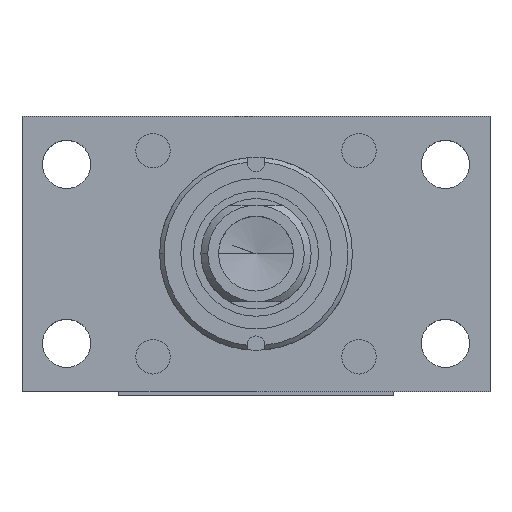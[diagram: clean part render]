
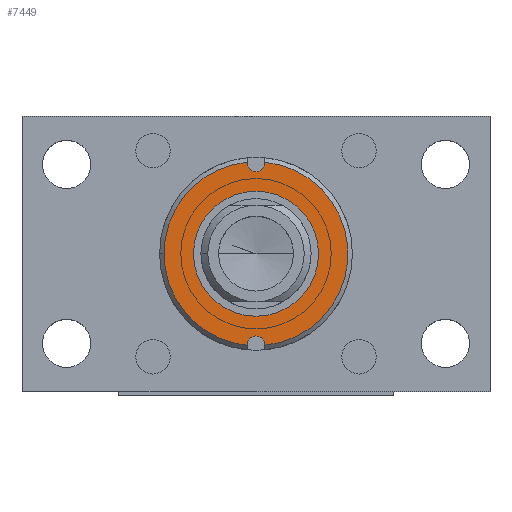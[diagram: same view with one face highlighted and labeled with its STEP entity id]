
A CAD part, top view. The second image highlights one B-rep face of the part: STEP entity #7449.
In plain terms, the highlighted planar face has unit normal (0, 0, 1).
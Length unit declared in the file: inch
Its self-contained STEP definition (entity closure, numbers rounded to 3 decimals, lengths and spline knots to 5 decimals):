
#168 = DIRECTION ( 'NONE',  ( 0., 0., 1. ) ) ;
#315 = VERTEX_POINT ( 'NONE', #7132 ) ;
#405 = LINE ( 'NONE', #6347, #620 ) ;
#495 = CARTESIAN_POINT ( 'NONE',  ( 19.41758, 30.63592, -2.69734 ) ) ;
#503 = EDGE_CURVE ( 'NONE', #1570, #5292, #8439, .T. ) ;
#554 = DIRECTION ( 'NONE',  ( 0., 0., -1. ) ) ;
#618 = AXIS2_PLACEMENT_3D ( 'NONE', #7856, #5998, #3188 ) ;
#620 = VECTOR ( 'NONE', #5690, 39.37008 ) ;
#662 = VECTOR ( 'NONE', #5766, 39.37008 ) ;
#753 = EDGE_CURVE ( 'NONE', #6746, #4532, #5692, .T. ) ;
#767 = CIRCLE ( 'NONE', #1019, 0.835 ) ;
#860 = CARTESIAN_POINT ( 'NONE',  ( 19.41758, 30.63592, -2.69734 ) ) ;
#1019 = AXIS2_PLACEMENT_3D ( 'NONE', #495, #3893, #6074 ) ;
#1253 = ORIENTED_EDGE ( 'NONE', *, *, #503, .T. ) ;
#1278 = DIRECTION ( 'NONE',  ( 0., -1., 0. ) ) ;
#1299 = AXIS2_PLACEMENT_3D ( 'NONE', #5390, #554, #8866 ) ;
#1523 = LINE ( 'NONE', #3265, #6865 ) ;
#1570 = VERTEX_POINT ( 'NONE', #6738 ) ;
#1735 = ORIENTED_EDGE ( 'NONE', *, *, #5121, .T. ) ;
#2195 = CIRCLE ( 'NONE', #2295, 0.835 ) ;
#2200 = CIRCLE ( 'NONE', #1299, 0.078 ) ;
#2260 = EDGE_CURVE ( 'NONE', #5292, #6837, #2195, .T. ) ;
#2295 = AXIS2_PLACEMENT_3D ( 'NONE', #860, #168, #5027 ) ;
#2409 = VERTEX_POINT ( 'NONE', #4466 ) ;
#2467 = CARTESIAN_POINT ( 'NONE',  ( 19.41758, 30.63592, -2.69734 ) ) ;
#2516 = VERTEX_POINT ( 'NONE', #4639 ) ;
#2547 = EDGE_CURVE ( 'NONE', #2409, #2516, #1523, .T. ) ;
#2609 = CARTESIAN_POINT ( 'NONE',  ( 18.85008, 30.63592, -2.69734 ) ) ;
#2759 = ORIENTED_EDGE ( 'NONE', *, *, #7090, .F. ) ;
#2851 = ORIENTED_EDGE ( 'NONE', *, *, #2260, .T. ) ;
#2906 = CARTESIAN_POINT ( 'NONE',  ( 19.49558, 29.80457, -2.69734 ) ) ;
#3188 = DIRECTION ( 'NONE',  ( -1., 0., 0. ) ) ;
#3259 = AXIS2_PLACEMENT_3D ( 'NONE', #3530, #4932, #7791 ) ;
#3265 = CARTESIAN_POINT ( 'NONE',  ( 19.49558, 31.20342, -2.69734 ) ) ;
#3314 = DIRECTION ( 'NONE',  ( 0., 0., 1. ) ) ;
#3482 = EDGE_CURVE ( 'NONE', #6837, #3606, #3712, .T. ) ;
#3530 = CARTESIAN_POINT ( 'NONE',  ( 19.41758, 30.63592, -2.69734 ) ) ;
#3555 = CARTESIAN_POINT ( 'NONE',  ( 19.33958, 29.81218, -2.69734 ) ) ;
#3606 = VERTEX_POINT ( 'NONE', #3555 ) ;
#3712 = LINE ( 'NONE', #5675, #662 ) ;
#3730 = EDGE_CURVE ( 'NONE', #7017, #2409, #767, .T. ) ;
#3893 = DIRECTION ( 'NONE',  ( 0., 0., 1. ) ) ;
#3960 = EDGE_CURVE ( 'NONE', #2516, #4753, #2200, .T. ) ;
#4024 = EDGE_CURVE ( 'NONE', #1570, #4753, #8630, .T. ) ;
#4028 = CARTESIAN_POINT ( 'NONE',  ( 19.41758, 30.63592, -2.69734 ) ) ;
#4040 = CARTESIAN_POINT ( 'NONE',  ( 19.33958, 31.20342, -2.69734 ) ) ;
#4077 = ORIENTED_EDGE ( 'NONE', *, *, #3482, .T. ) ;
#4320 = ORIENTED_EDGE ( 'NONE', *, *, #4024, .F. ) ;
#4446 = FACE_BOUND ( 'NONE', #6907, .T. ) ;
#4466 = CARTESIAN_POINT ( 'NONE',  ( 19.49558, 31.46727, -2.69734 ) ) ;
#4532 = VERTEX_POINT ( 'NONE', #5211 ) ;
#4639 = CARTESIAN_POINT ( 'NONE',  ( 19.49558, 31.45966, -2.69734 ) ) ;
#4670 = DIRECTION ( 'NONE',  ( 1., 0., 0. ) ) ;
#4753 = VERTEX_POINT ( 'NONE', #5591 ) ;
#4932 = DIRECTION ( 'NONE',  ( 0., 0., 1. ) ) ;
#5027 = DIRECTION ( 'NONE',  ( 1., 0., 0. ) ) ;
#5121 = EDGE_CURVE ( 'NONE', #3606, #315, #8507, .T. ) ;
#5211 = CARTESIAN_POINT ( 'NONE',  ( 19.98508, 30.63592, -2.69734 ) ) ;
#5239 = PLANE ( 'NONE',  #6057 ) ;
#5292 = VERTEX_POINT ( 'NONE', #6194 ) ;
#5390 = CARTESIAN_POINT ( 'NONE',  ( 19.41758, 31.45966, -2.69734 ) ) ;
#5591 = CARTESIAN_POINT ( 'NONE',  ( 19.33958, 31.45966, -2.69734 ) ) ;
#5675 = CARTESIAN_POINT ( 'NONE',  ( 19.33958, 31.20342, -2.69734 ) ) ;
#5690 = DIRECTION ( 'NONE',  ( 0., 1., 0. ) ) ;
#5692 = CIRCLE ( 'NONE', #8705, 0.5675 ) ;
#5766 = DIRECTION ( 'NONE',  ( 0., 1., 0. ) ) ;
#5795 = ORIENTED_EDGE ( 'NONE', *, *, #753, .F. ) ;
#5915 = DIRECTION ( 'NONE',  ( 0., -1., 0. ) ) ;
#5959 = DIRECTION ( 'NONE',  ( 0., 0., 1. ) ) ;
#5988 = ORIENTED_EDGE ( 'NONE', *, *, #3730, .T. ) ;
#5998 = DIRECTION ( 'NONE',  ( 0., 0., -1. ) ) ;
#6009 = DIRECTION ( 'NONE',  ( 0., -1., 0. ) ) ;
#6057 = AXIS2_PLACEMENT_3D ( 'NONE', #6648, #6583, #5915 ) ;
#6074 = DIRECTION ( 'NONE',  ( 1., 0., 0. ) ) ;
#6194 = CARTESIAN_POINT ( 'NONE',  ( 18.58258, 30.63592, -2.69734 ) ) ;
#6243 = ORIENTED_EDGE ( 'NONE', *, *, #3960, .T. ) ;
#6347 = CARTESIAN_POINT ( 'NONE',  ( 19.49558, 31.20342, -2.69734 ) ) ;
#6583 = DIRECTION ( 'NONE',  ( 0., 0., -1. ) ) ;
#6648 = CARTESIAN_POINT ( 'NONE',  ( 19.41758, 31.20342, -2.69734 ) ) ;
#6738 = CARTESIAN_POINT ( 'NONE',  ( 19.33958, 31.46727, -2.69734 ) ) ;
#6746 = VERTEX_POINT ( 'NONE', #2609 ) ;
#6837 = VERTEX_POINT ( 'NONE', #8980 ) ;
#6865 = VECTOR ( 'NONE', #6009, 39.37008 ) ;
#6893 = EDGE_LOOP ( 'NONE', ( #2759, #5988, #8242, #6243, #4320, #1253, #2851, #4077, #1735 ) ) ;
#6907 = EDGE_LOOP ( 'NONE', ( #7403, #5795 ) ) ;
#7017 = VERTEX_POINT ( 'NONE', #2906 ) ;
#7090 = EDGE_CURVE ( 'NONE', #7017, #315, #405, .T. ) ;
#7132 = CARTESIAN_POINT ( 'NONE',  ( 19.49558, 29.81218, -2.69734 ) ) ;
#7208 = VECTOR ( 'NONE', #1278, 39.37008 ) ;
#7403 = ORIENTED_EDGE ( 'NONE', *, *, #7611, .F. ) ;
#7449 = ADVANCED_FACE ( 'NONE', ( #8147, #4446 ), #5239, .F. ) ;
#7611 = EDGE_CURVE ( 'NONE', #4532, #6746, #7919, .T. ) ;
#7791 = DIRECTION ( 'NONE',  ( 1., 0., 0. ) ) ;
#7856 = CARTESIAN_POINT ( 'NONE',  ( 19.41758, 29.81218, -2.69734 ) ) ;
#7919 = CIRCLE ( 'NONE', #3259, 0.5675 ) ;
#8004 = AXIS2_PLACEMENT_3D ( 'NONE', #4028, #3314, #4670 ) ;
#8147 = FACE_OUTER_BOUND ( 'NONE', #6893, .T. ) ;
#8242 = ORIENTED_EDGE ( 'NONE', *, *, #2547, .T. ) ;
#8439 = CIRCLE ( 'NONE', #8004, 0.835 ) ;
#8507 = CIRCLE ( 'NONE', #618, 0.078 ) ;
#8630 = LINE ( 'NONE', #4040, #7208 ) ;
#8705 = AXIS2_PLACEMENT_3D ( 'NONE', #2467, #5959, #8728 ) ;
#8728 = DIRECTION ( 'NONE',  ( 1., 0., 0. ) ) ;
#8866 = DIRECTION ( 'NONE',  ( -1., 0., 0. ) ) ;
#8980 = CARTESIAN_POINT ( 'NONE',  ( 19.33958, 29.80457, -2.69734 ) ) ;
